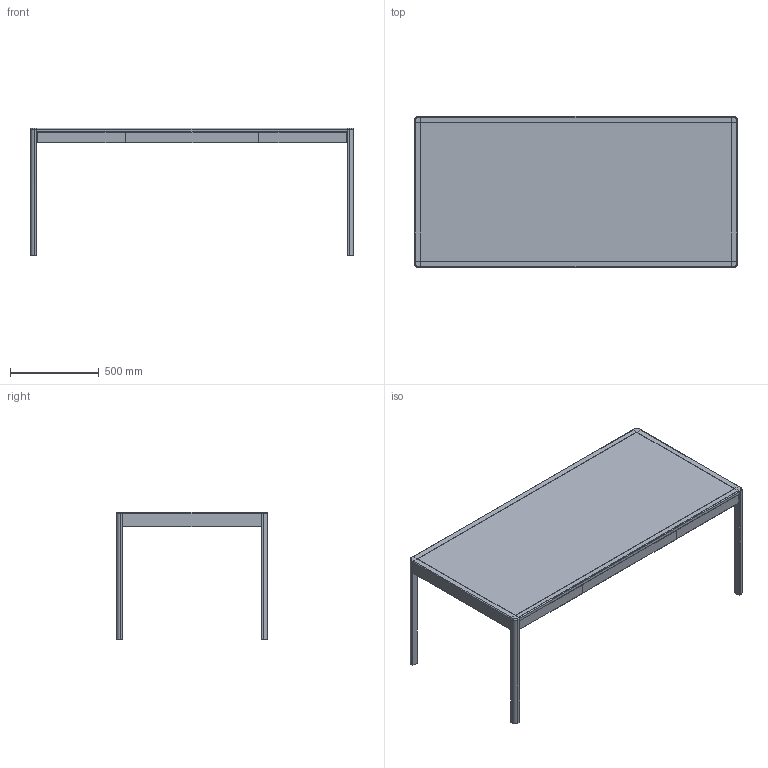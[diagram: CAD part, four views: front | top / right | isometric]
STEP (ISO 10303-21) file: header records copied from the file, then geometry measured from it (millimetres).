
FILE_DESCRIPTION(/* description */ (''),/* implementation_level */ '2;1');
FILE_NAME(/* name */ 'Leather_Desk_CB-311_3D',/* time_stamp */ '2023-10-06T13:39:32+02:00',/* author */ (''),/* organization */ (''),/* preprocessor_version */ 'ST-DEVELOPER v16.5',/* originating_system */ 'Rhino 7.31',/* authorisation */ '');
FILE_SCHEMA (('AUTOMOTIVE_DESIGN'));
Length unit declared in the file: centimetre
Products named in the file (2): Document; Leather_Desk_CB-311
Assembly tree (1 placements, depth 2):
  Document
    Leather_Desk_CB-311
Bounding box: 1820 x 850 x 720 mm (x, y, z)
Volume: 38945280.6 mm3; surface area: 12830784.3 mm2
Topology: 32 solids, 42 shells, 331 faces, 786 edges, 532 vertices
Faces by surface type: plane 308, cylinder 19, bspline 4
Entity records: 8820 total; most frequent: CARTESIAN_POINT 2732, ORIENTED_EDGE 1532, EDGE_CURVE 786, B_SPLINE_CURVE_WITH_KNOTS 744, VERTEX_POINT 532, DIRECTION 337, EDGE_LOOP 334, AXIS2_PLACEMENT_3D 332
